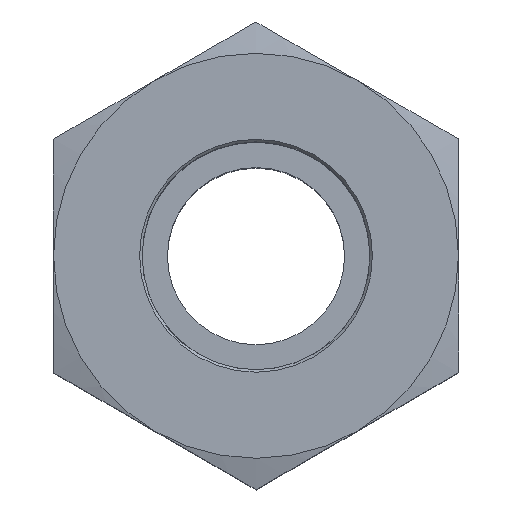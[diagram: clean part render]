
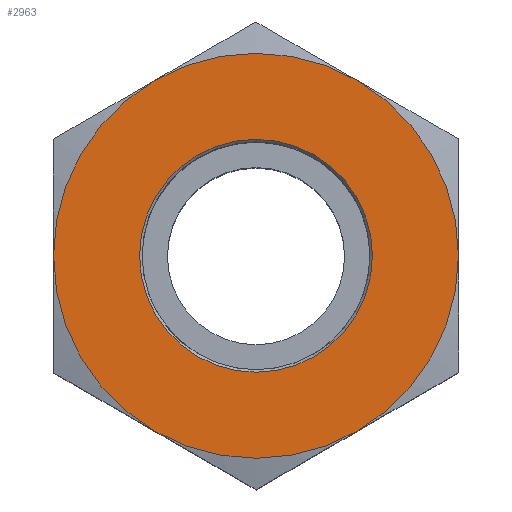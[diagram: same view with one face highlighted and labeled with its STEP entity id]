
A CAD part, top view. The second image highlights one B-rep face of the part: STEP entity #2963.
In plain terms, the highlighted planar face has unit normal (0, 0, 1).
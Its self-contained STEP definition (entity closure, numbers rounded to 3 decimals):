
#2867=CARTESIAN_POINT('',(9.2,0.,18.0));
#2868=VERTEX_POINT('',#2867);
#2869=CARTESIAN_POINT('',(0.0,0.0,18.0));
#2870=DIRECTION('',(0.0,0.0,1.0));
#2871=DIRECTION('',(-1.0,0.0,0.0));
#2872=AXIS2_PLACEMENT_3D('',#2869,#2870,#2871);
#2873=CIRCLE('',#2872,9.2);
#2874=EDGE_CURVE('',#2868,#2868,#2873,.T.);
#2899=CARTESIAN_POINT('',(0.,0.,18.0));
#2900=DIRECTION('',(0.0,0.0,1.0));
#2901=DIRECTION('',(1.0,0.0,0.0));
#2902=AXIS2_PLACEMENT_3D('',#2899,#2900,#2901);
#2903=PLANE('',#2902);
#2904=CARTESIAN_POINT('',(-8.,-13.856,18.0));
#2905=VERTEX_POINT('',#2904);
#2906=CARTESIAN_POINT('',(8.,-13.856,18.0));
#2907=VERTEX_POINT('',#2906);
#2908=CARTESIAN_POINT('',(0.0,0.0,18.0));
#2909=DIRECTION('',(0.0,0.0,1.0));
#2910=DIRECTION('',(-0.5,-0.866,0.0));
#2911=AXIS2_PLACEMENT_3D('',#2908,#2909,#2910);
#2912=CIRCLE('',#2911,16.);
#2913=EDGE_CURVE('',#2905,#2907,#2912,.T.);
#2914=ORIENTED_EDGE('',*,*,#2913,.T.);
#2915=CARTESIAN_POINT('',(16.0,0.,18.0));
#2916=VERTEX_POINT('',#2915);
#2917=CARTESIAN_POINT('',(0.0,0.0,18.0));
#2918=DIRECTION('',(0.0,0.0,1.0));
#2919=DIRECTION('',(-0.5,-0.866,0.0));
#2920=AXIS2_PLACEMENT_3D('',#2917,#2918,#2919);
#2921=CIRCLE('',#2920,16.);
#2922=EDGE_CURVE('',#2907,#2916,#2921,.T.);
#2923=ORIENTED_EDGE('',*,*,#2922,.T.);
#2924=CARTESIAN_POINT('',(8.,13.856,18.0));
#2925=VERTEX_POINT('',#2924);
#2926=CARTESIAN_POINT('',(0.0,0.0,18.0));
#2927=DIRECTION('',(0.0,0.0,1.0));
#2928=DIRECTION('',(-0.5,-0.866,0.0));
#2929=AXIS2_PLACEMENT_3D('',#2926,#2927,#2928);
#2930=CIRCLE('',#2929,16.);
#2931=EDGE_CURVE('',#2916,#2925,#2930,.T.);
#2932=ORIENTED_EDGE('',*,*,#2931,.T.);
#2933=CARTESIAN_POINT('',(-8.,13.856,18.0));
#2934=VERTEX_POINT('',#2933);
#2935=CARTESIAN_POINT('',(0.0,0.0,18.0));
#2936=DIRECTION('',(0.0,0.0,1.0));
#2937=DIRECTION('',(-0.5,-0.866,0.0));
#2938=AXIS2_PLACEMENT_3D('',#2935,#2936,#2937);
#2939=CIRCLE('',#2938,16.);
#2940=EDGE_CURVE('',#2925,#2934,#2939,.T.);
#2941=ORIENTED_EDGE('',*,*,#2940,.T.);
#2942=CARTESIAN_POINT('',(-16.0,0.0,18.0));
#2943=VERTEX_POINT('',#2942);
#2944=CARTESIAN_POINT('',(0.0,0.0,18.0));
#2945=DIRECTION('',(0.0,0.0,1.0));
#2946=DIRECTION('',(-0.5,-0.866,0.0));
#2947=AXIS2_PLACEMENT_3D('',#2944,#2945,#2946);
#2948=CIRCLE('',#2947,16.);
#2949=EDGE_CURVE('',#2934,#2943,#2948,.T.);
#2950=ORIENTED_EDGE('',*,*,#2949,.T.);
#2951=CARTESIAN_POINT('',(0.0,0.0,18.0));
#2952=DIRECTION('',(0.0,0.0,1.0));
#2953=DIRECTION('',(-0.5,-0.866,0.0));
#2954=AXIS2_PLACEMENT_3D('',#2951,#2952,#2953);
#2955=CIRCLE('',#2954,16.);
#2956=EDGE_CURVE('',#2943,#2905,#2955,.T.);
#2957=ORIENTED_EDGE('',*,*,#2956,.T.);
#2958=EDGE_LOOP('',(#2914,#2923,#2932,#2941,#2950,#2957));
#2959=FACE_OUTER_BOUND('',#2958,.T.);
#2960=ORIENTED_EDGE('',*,*,#2874,.F.);
#2961=EDGE_LOOP('',(#2960));
#2962=FACE_BOUND('',#2961,.T.);
#2963=ADVANCED_FACE('',(#2959,#2962),#2903,.T.);
